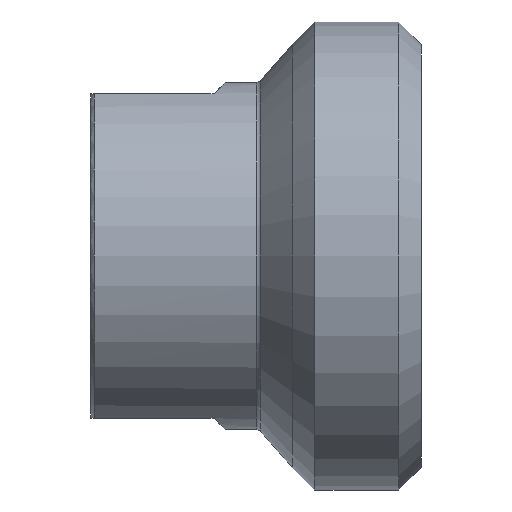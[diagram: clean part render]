
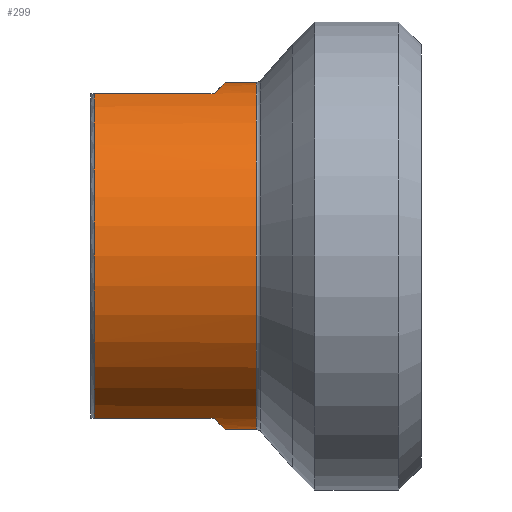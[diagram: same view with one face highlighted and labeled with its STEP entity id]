
A CAD part, front view. The second image highlights one B-rep face of the part: STEP entity #299.
In plain terms, the highlighted cylindrical face has radius 15.5 mm (diameter 31 mm), a full revolution.
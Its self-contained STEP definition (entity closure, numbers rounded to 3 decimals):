
#15=CYLINDRICAL_SURFACE('',#349,15.5);
#31=CIRCLE('',#339,15.5);
#32=CIRCLE('',#341,15.5);
#33=CIRCLE('',#342,15.5);
#34=CIRCLE('',#344,15.5);
#38=CIRCLE('',#348,15.5);
#50=ELLIPSE('',#330,21.92,15.5);
#51=ELLIPSE('',#333,21.92,15.5);
#60=FACE_OUTER_BOUND('',#78,.T.);
#78=EDGE_LOOP('',(#233,#234,#235,#236,#237,#238,#239,#240,#241,#242,#243,
#244,#245));
#88=LINE('',#477,#104);
#90=LINE('',#481,#106);
#92=LINE('',#496,#108);
#94=LINE('',#500,#110);
#96=LINE('',#530,#112);
#104=VECTOR('',#373,10.);
#106=VECTOR('',#375,10.);
#108=VECTOR('',#383,10.);
#110=VECTOR('',#385,10.);
#112=VECTOR('',#423,15.5);
#124=VERTEX_POINT('',#471);
#126=VERTEX_POINT('',#476);
#127=VERTEX_POINT('',#478);
#128=VERTEX_POINT('',#480);
#130=VERTEX_POINT('',#490);
#132=VERTEX_POINT('',#495);
#133=VERTEX_POINT('',#497);
#134=VERTEX_POINT('',#499);
#137=VERTEX_POINT('',#516);
#138=VERTEX_POINT('',#520);
#139=VERTEX_POINT('',#521);
#154=EDGE_CURVE('',#126,#124,#88,.T.);
#156=EDGE_CURVE('',#128,#127,#90,.T.);
#159=EDGE_CURVE('',#127,#126,#50,.T.);
#161=EDGE_CURVE('',#132,#130,#92,.T.);
#163=EDGE_CURVE('',#134,#133,#94,.T.);
#166=EDGE_CURVE('',#133,#132,#51,.T.);
#170=EDGE_CURVE('',#128,#130,#31,.T.);
#171=EDGE_CURVE('',#134,#137,#32,.T.);
#172=EDGE_CURVE('',#137,#124,#33,.T.);
#173=EDGE_CURVE('',#138,#139,#34,.T.);
#177=EDGE_CURVE('',#139,#138,#38,.T.);
#178=EDGE_CURVE('',#138,#137,#96,.T.);
#233=ORIENTED_EDGE('',*,*,#173,.F.);
#234=ORIENTED_EDGE('',*,*,#178,.T.);
#235=ORIENTED_EDGE('',*,*,#171,.F.);
#236=ORIENTED_EDGE('',*,*,#163,.T.);
#237=ORIENTED_EDGE('',*,*,#166,.T.);
#238=ORIENTED_EDGE('',*,*,#161,.T.);
#239=ORIENTED_EDGE('',*,*,#170,.F.);
#240=ORIENTED_EDGE('',*,*,#156,.T.);
#241=ORIENTED_EDGE('',*,*,#159,.T.);
#242=ORIENTED_EDGE('',*,*,#154,.T.);
#243=ORIENTED_EDGE('',*,*,#172,.F.);
#244=ORIENTED_EDGE('',*,*,#178,.F.);
#245=ORIENTED_EDGE('',*,*,#177,.F.);
#299=ADVANCED_FACE('',(#60),#15,.T.);
#330=AXIS2_PLACEMENT_3D('',#488,#379,#380);
#333=AXIS2_PLACEMENT_3D('',#507,#389,#390);
#339=AXIS2_PLACEMENT_3D('',#514,#401,#402);
#341=AXIS2_PLACEMENT_3D('',#517,#405,#406);
#342=AXIS2_PLACEMENT_3D('',#518,#407,#408);
#344=AXIS2_PLACEMENT_3D('',#522,#411,#412);
#348=AXIS2_PLACEMENT_3D('',#528,#419,#420);
#349=AXIS2_PLACEMENT_3D('',#529,#421,#422);
#373=DIRECTION('',(-1.,0.,0.));
#375=DIRECTION('',(1.,0.,0.));
#379=DIRECTION('center_axis',(0.707,0.,-0.707));
#380=DIRECTION('ref_axis',(0.707,0.,0.707));
#383=DIRECTION('',(-1.,0.,0.));
#385=DIRECTION('',(1.,0.,0.));
#389=DIRECTION('center_axis',(0.707,0.,0.707));
#390=DIRECTION('ref_axis',(-0.707,0.,0.707));
#401=DIRECTION('center_axis',(-1.,0.,0.));
#402=DIRECTION('ref_axis',(0.,-1.,0.));
#405=DIRECTION('center_axis',(-1.,0.,0.));
#406=DIRECTION('ref_axis',(0.,-1.,0.));
#407=DIRECTION('center_axis',(-1.,0.,0.));
#408=DIRECTION('ref_axis',(0.,-1.,0.));
#411=DIRECTION('center_axis',(1.,0.,0.));
#412=DIRECTION('ref_axis',(0.,-1.,0.));
#419=DIRECTION('center_axis',(1.,0.,0.));
#420=DIRECTION('ref_axis',(0.,-1.,0.));
#421=DIRECTION('center_axis',(1.,0.,0.));
#422=DIRECTION('ref_axis',(0.,1.,0.));
#423=DIRECTION('',(-1.,0.,0.));
#471=CARTESIAN_POINT('',(-29.2,-5.477,14.5));
#476=CARTESIAN_POINT('',(-18.5,-5.477,14.5));
#477=CARTESIAN_POINT('',(-22.,-5.477,14.5));
#478=CARTESIAN_POINT('',(-18.5,5.477,14.5));
#480=CARTESIAN_POINT('',(-29.2,5.477,14.5));
#481=CARTESIAN_POINT('',(-22.,5.477,14.5));
#488=CARTESIAN_POINT('Origin',(-33.,0.,0.));
#490=CARTESIAN_POINT('',(-29.2,5.477,-14.5));
#495=CARTESIAN_POINT('',(-18.5,5.477,-14.5));
#496=CARTESIAN_POINT('',(-22.,5.477,-14.5));
#497=CARTESIAN_POINT('',(-18.5,-5.477,-14.5));
#499=CARTESIAN_POINT('',(-29.2,-5.477,-14.5));
#500=CARTESIAN_POINT('',(-22.,-5.477,-14.5));
#507=CARTESIAN_POINT('Origin',(-33.,0.,0.));
#514=CARTESIAN_POINT('Origin',(-29.2,0.,0.));
#516=CARTESIAN_POINT('',(-29.2,-15.5,0.));
#517=CARTESIAN_POINT('Origin',(-29.2,0.,0.));
#518=CARTESIAN_POINT('Origin',(-29.2,0.,0.));
#520=CARTESIAN_POINT('',(-14.726,-15.5,0.));
#521=CARTESIAN_POINT('',(-14.726,0.,15.5));
#522=CARTESIAN_POINT('Origin',(-14.726,0.,0.));
#528=CARTESIAN_POINT('Origin',(-14.726,0.,0.));
#529=CARTESIAN_POINT('Origin',(-22.,0.,0.));
#530=CARTESIAN_POINT('',(-22.,-15.5,0.));
